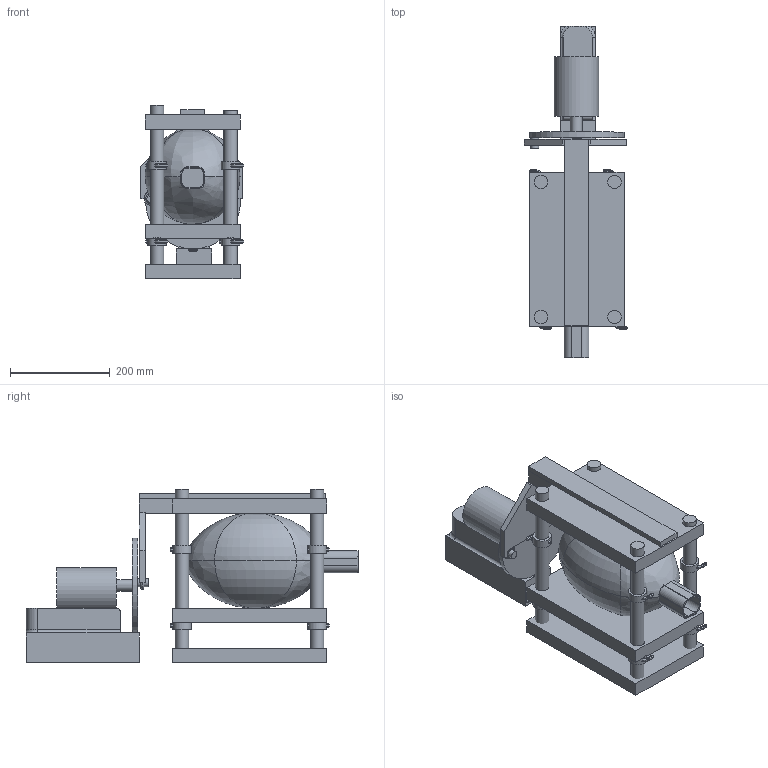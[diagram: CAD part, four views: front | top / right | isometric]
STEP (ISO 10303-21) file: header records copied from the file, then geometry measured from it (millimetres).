
FILE_DESCRIPTION(('HOOPS Exchange Step'),'2;1');
FILE_NAME('temp_export.step','2020-03-16T18:06:51+02:00',('mobile'),('Shapr3D Limited'),'HOOPS Exchange 2018.1','Shapr3D','Authorized');
FILE_SCHEMA( ('AP203_CONFIGURATION_CONTROLLED_3D_DESIGN_OF_MECHANICAL_PARTS_AND_ASSEMBLIES_MIM_LF') );
Length unit declared in the file: millimetre
Products named in the file (1): temp_export.x_b
Bounding box: 206.51 x 665.28 x 346.9 mm (x, y, z)
Volume: 14027534.8 mm3; surface area: 1147679.5 mm2
Topology: 40 solids, 40 shells, 540 faces, 1161 edges, 701 vertices
Faces by surface type: plane 408, cylinder 88, cone 32, bspline 8, torus 4
Full cylindrical faces by diameter (mm): 4.752 x6, 15.767 x2, 23.76 x1, 26.881 x20, 37.336 x8, 89.217 x1, 190.08 x1
Entity records: 23993 total; most frequent: CARTESIAN_POINT 12241, DIRECTION 2415, ORIENTED_EDGE 2314, EDGE_CURVE 1157, AXIS2_PLACEMENT_3D 816, VECTOR 783, LINE 783, VERTEX_POINT 701
